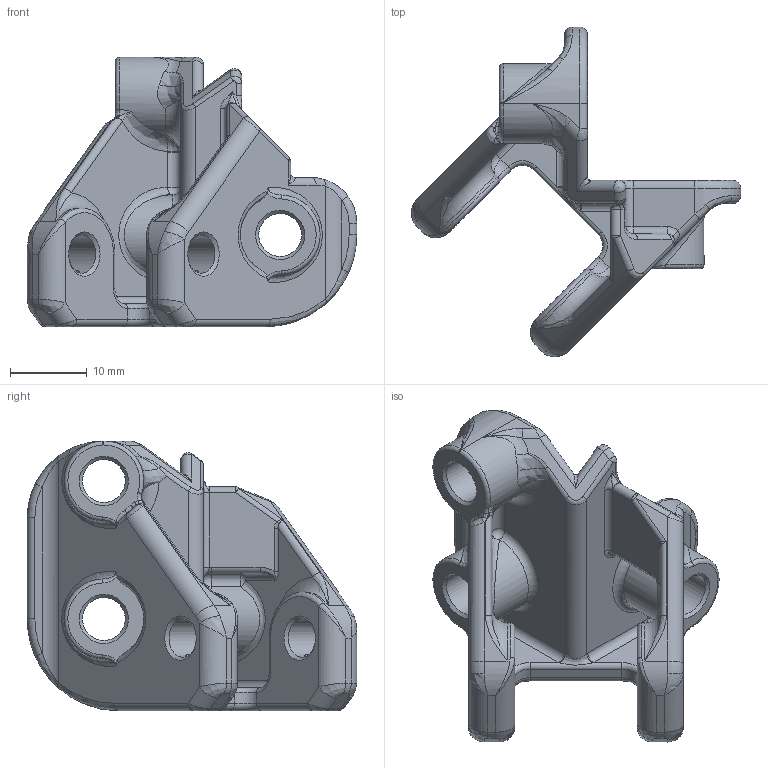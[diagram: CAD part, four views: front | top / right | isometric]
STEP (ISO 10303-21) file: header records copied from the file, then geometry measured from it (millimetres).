
FILE_DESCRIPTION(/* description */ (''),/* implementation_level */ '2;1');
FILE_NAME(/* name */ 'MP_DooKi3_SLM_Z_Idler_Front_Mirror.step',/* time_stamp */ '2024-07-26T15:37:40-04:00',/* author */ (''),/* organization */ (''),/* preprocessor_version */ 'ST-DEVELOPER v20',/* originating_system */ 'Autodesk Translation Framework v13.14.0.145',/* authorisation */ '');
FILE_SCHEMA (('AUTOMOTIVE_DESIGN { 1 0 10303 214 3 1 1 }'));
Length unit declared in the file: millimetre
Products named in the file (1): MP_DooKi3_SLM_Z_Idler_Front_V2
Bounding box: 43.01 x 43.01 x 35.2 mm (x, y, z)
Volume: 9002.3 mm3; surface area: 6310 mm2
Topology: 1 solids, 1 shells, 274 faces, 650 edges, 355 vertices
Faces by surface type: cylinder 97, bspline 86, plane 37, torus 32, cone 12, sphere 10
Full cylindrical faces by diameter (mm): 2.4 x2, 5 x2, 5.6 x3
Entity records: 10828 total; most frequent: CARTESIAN_POINT 4869, ORIENTED_EDGE 1250, DIRECTION 1221, EDGE_CURVE 625, AXIS2_PLACEMENT_3D 517, VERTEX_POINT 355, EDGE_LOOP 290, FACE_OUTER_BOUND 274
